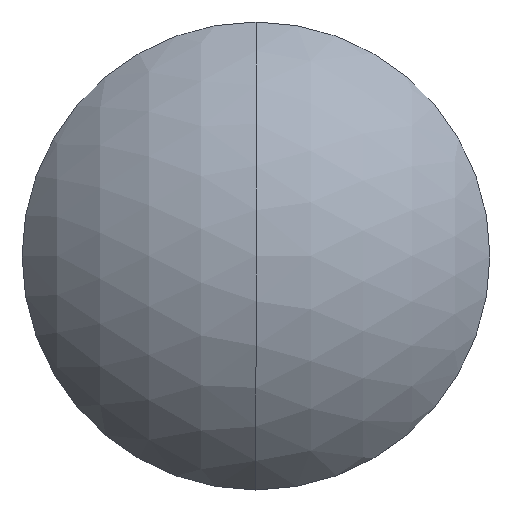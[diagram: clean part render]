
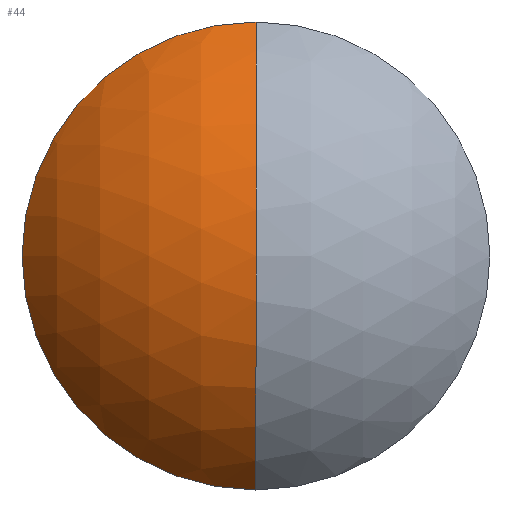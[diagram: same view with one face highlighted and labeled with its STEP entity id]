
A CAD part, top view. The second image highlights one B-rep face of the part: STEP entity #44.
In plain terms, the highlighted spherical face has radius 30.9 mm.
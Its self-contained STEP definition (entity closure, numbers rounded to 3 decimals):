
#1 = EDGE_CURVE ( 'NONE', #30, #17, #124, .T. ) ;
#2 = ORIENTED_EDGE ( 'NONE', *, *, #1, .T. ) ;
#7 = ORIENTED_EDGE ( 'NONE', *, *, #32, .T. ) ;
#11 = ORIENTED_EDGE ( 'NONE', *, *, #13, .T. ) ;
#13 = EDGE_CURVE ( 'NONE', #17, #39, #127, .T. ) ;
#16 = ORIENTED_EDGE ( 'NONE', *, *, #40, .F. ) ;
#17 = VERTEX_POINT ( 'NONE', #99 ) ;
#30 = VERTEX_POINT ( 'NONE', #108 ) ;
#32 = EDGE_CURVE ( 'NONE', #33, #30, #138, .T. ) ;
#33 = VERTEX_POINT ( 'NONE', #133 ) ;
#39 = VERTEX_POINT ( 'NONE', #74 ) ;
#40 = EDGE_CURVE ( 'NONE', #33, #39, #72, .T. ) ;
#43 = EDGE_LOOP ( 'NONE', ( #7, #2, #11, #16 ) ) ;
#44 = ADVANCED_FACE ( 'NONE', ( #209 ), #258, .T. ) ;
#68 = DIRECTION ( 'NONE',  ( 0., 0., -1. ) ) ;
#69 = DIRECTION ( 'NONE',  ( 1., 0., 0. ) ) ;
#70 = CARTESIAN_POINT ( 'NONE',  ( 0., 0., -22.755 ) ) ;
#71 = AXIS2_PLACEMENT_3D ( 'NONE', #70, #69, #68 ) ;
#72 = CIRCLE ( 'NONE', #71, 30.9 ) ;
#74 = CARTESIAN_POINT ( 'NONE',  ( 0., 0., 8.145 ) ) ;
#99 = CARTESIAN_POINT ( 'NONE',  ( 0., -25.4, -5.158 ) ) ;
#100 = DIRECTION ( 'NONE',  ( 0., -1., 0. ) ) ;
#101 = DIRECTION ( 'NONE',  ( -1., 0., 0. ) ) ;
#106 = DIRECTION ( 'NONE',  ( 0., 0., 1. ) ) ;
#108 = CARTESIAN_POINT ( 'NONE',  ( -25.4, 0., -5.158 ) ) ;
#124 = CIRCLE ( 'NONE', #164, 25.4 ) ;
#125 = CARTESIAN_POINT ( 'NONE',  ( 0., 0., -22.755 ) ) ;
#126 = AXIS2_PLACEMENT_3D ( 'NONE', #125, #101, #100 ) ;
#127 = CIRCLE ( 'NONE', #126, 30.9 ) ;
#133 = CARTESIAN_POINT ( 'NONE',  ( 0., 25.4, -5.158 ) ) ;
#134 = DIRECTION ( 'NONE',  ( 1., 0., 0. ) ) ;
#135 = DIRECTION ( 'NONE',  ( 0., 0., 1. ) ) ;
#136 = CARTESIAN_POINT ( 'NONE',  ( 0., 0., -5.158 ) ) ;
#137 = AXIS2_PLACEMENT_3D ( 'NONE', #136, #135, #134 ) ;
#138 = CIRCLE ( 'NONE', #137, 25.4 ) ;
#164 = AXIS2_PLACEMENT_3D ( 'NONE', #165, #106, #197 ) ;
#165 = CARTESIAN_POINT ( 'NONE',  ( 0., 0., -5.158 ) ) ;
#197 = DIRECTION ( 'NONE',  ( 1., 0., 0. ) ) ;
#209 = FACE_OUTER_BOUND ( 'NONE', #43, .T. ) ;
#241 = DIRECTION ( 'NONE',  ( -1., 0., 0. ) ) ;
#243 = CARTESIAN_POINT ( 'NONE',  ( 0., 0., -22.755 ) ) ;
#253 = DIRECTION ( 'NONE',  ( 0., 1., 0. ) ) ;
#258 = SPHERICAL_SURFACE ( 'NONE', #260, 30.9 ) ;
#260 = AXIS2_PLACEMENT_3D ( 'NONE', #243, #241, #253 ) ;
